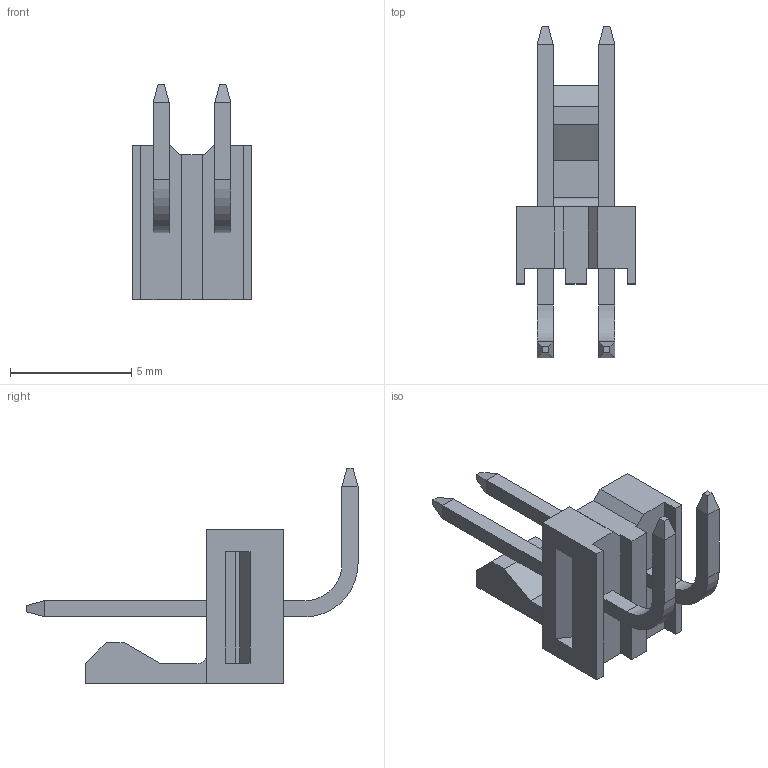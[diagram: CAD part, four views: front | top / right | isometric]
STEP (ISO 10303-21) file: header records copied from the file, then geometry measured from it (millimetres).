
FILE_DESCRIPTION((''),'2;1');
FILE_NAME('1718570002','2016-01-11T',('ME'),(''),'PRO/ENGINEER BY PARAMETRIC TECHNOLOGY CORPORATION, 2011490','PRO/ENGINEER BY PARAMETRIC TECHNOLOGY CORPORATION, 2011490','');
FILE_SCHEMA(('CONFIG_CONTROL_DESIGN'));
Length unit declared in the file: inch
Products named in the file (1): 1718570002
Bounding box: 4.93 x 13.67 x 8.89 mm (x, y, z)
Volume: 109 mm3; surface area: 270.8 mm2
Topology: 1 solids, 1 shells, 80 faces, 204 edges, 132 vertices
Faces by surface type: plane 75, cylinder 5
Entity records: 2405 total; most frequent: CARTESIAN_POINT 413, ORIENTED_EDGE 400, DIRECTION 380, EDGE_CURVE 200, VECTOR 190, LINE 190, VERTEX_POINT 128, AXIS2_PLACEMENT_3D 95
